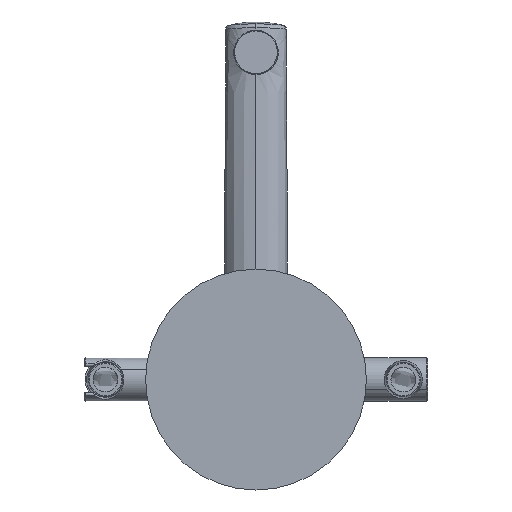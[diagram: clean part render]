
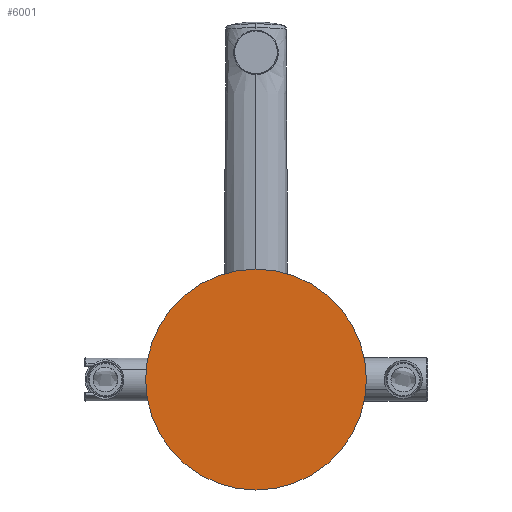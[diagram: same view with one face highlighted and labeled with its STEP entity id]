
A CAD part, front view. The second image highlights one B-rep face of the part: STEP entity #6001.
In plain terms, the highlighted planar face has unit normal (0, -1, 0).
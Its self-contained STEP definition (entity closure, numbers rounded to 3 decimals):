
#159 = AXIS2_PLACEMENT_3D ( 'NONE', #10476, #8545, #15417 ) ;
#283 = AXIS2_PLACEMENT_3D ( 'NONE', #4506, #4452, #4428 ) ;
#1416 = CARTESIAN_POINT ( 'NONE',  ( -67.5, -716.5, 0. ) ) ;
#3494 = EDGE_LOOP ( 'NONE', ( #5480, #5492 ) ) ;
#4425 = CARTESIAN_POINT ( 'NONE',  ( 67.5, -716.5, 0. ) ) ;
#4428 = DIRECTION ( 'NONE',  ( 0., 0., 1. ) ) ;
#4452 = DIRECTION ( 'NONE',  ( 0., -1., 0. ) ) ;
#4506 = CARTESIAN_POINT ( 'NONE',  ( 0., -716.5, 0. ) ) ;
#4925 = DIRECTION ( 'NONE',  ( 0., 0., 1. ) ) ;
#4986 = DIRECTION ( 'NONE',  ( 0., -1., 0. ) ) ;
#5041 = CARTESIAN_POINT ( 'NONE',  ( 0., -716.5, 0. ) ) ;
#5480 = ORIENTED_EDGE ( 'NONE', *, *, #5512, .T. ) ;
#5492 = ORIENTED_EDGE ( 'NONE', *, *, #8804, .T. ) ;
#5512 = EDGE_CURVE ( 'NONE', #13689, #13469, #15167, .T. ) ;
#6001 = ADVANCED_FACE ( 'NONE', ( #16686 ), #9177, .T. ) ;
#8545 = DIRECTION ( 'NONE',  ( 0., -1., 0. ) ) ;
#8804 = EDGE_CURVE ( 'NONE', #13469, #13689, #14326, .T. ) ;
#9177 = PLANE ( 'NONE',  #159 ) ;
#10476 = CARTESIAN_POINT ( 'NONE',  ( 0., -716.5, 0. ) ) ;
#11889 = AXIS2_PLACEMENT_3D ( 'NONE', #5041, #4986, #4925 ) ;
#13469 = VERTEX_POINT ( 'NONE', #1416 ) ;
#13689 = VERTEX_POINT ( 'NONE', #4425 ) ;
#14326 = CIRCLE ( 'NONE', #11889, 67.5 ) ;
#15167 = CIRCLE ( 'NONE', #283, 67.5 ) ;
#15417 = DIRECTION ( 'NONE',  ( -1., 0., 0. ) ) ;
#16686 = FACE_OUTER_BOUND ( 'NONE', #3494, .T. ) ;
